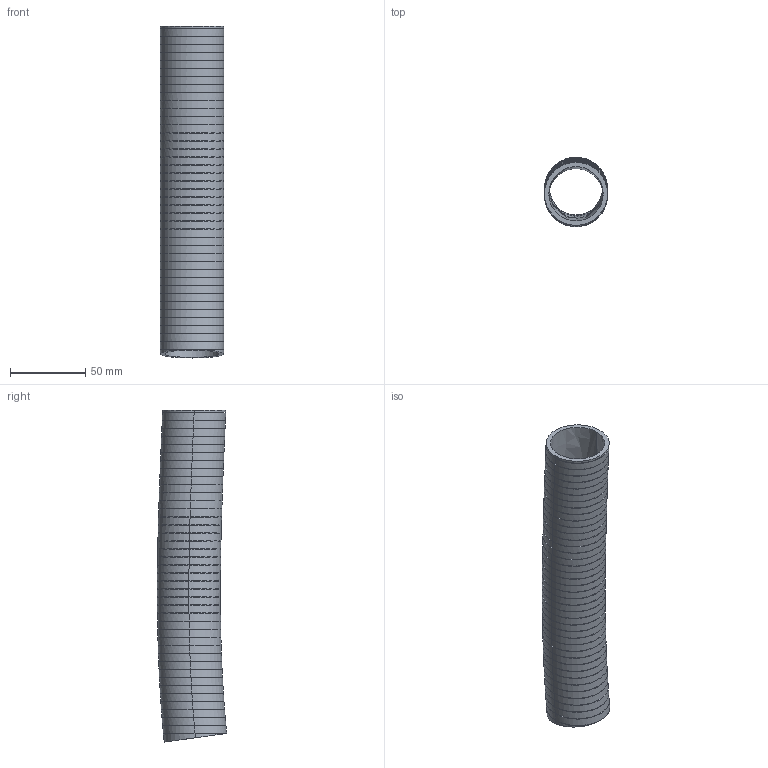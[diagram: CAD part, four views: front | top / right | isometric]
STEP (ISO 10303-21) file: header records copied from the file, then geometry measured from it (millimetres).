
FILE_DESCRIPTION (( 'STEP AP214' ), '1' );
FILE_NAME ('SM-1013-HY.STEP', '2007-12-08T05:09:45', ( '*' ), ( '' ), 'SwSTEP 2.0', 'SolidWorks 2007', '' );
FILE_SCHEMA (( 'AUTOMOTIVE_DESIGN' ));
Length unit declared in the file: inch
Products named in the file (1): SM-1013-HY
Bounding box: 41.91 x 46.02 x 220.49 mm (x, y, z)
Volume: 75252.3 mm3; surface area: 74785.9 mm2
Topology: 1 solids, 1 shells, 253 faces, 507 edges, 338 vertices
Faces by surface type: bspline 87, plane 84, cylinder 82
Entity records: 21995 total; most frequent: CARTESIAN_POINT 14030, ORIENTED_EDGE 1014, DIRECTION 763, EDGE_CURVE 507, AXIS2_PLACEMENT_3D 340, VERTEX_POINT 338, EDGE_LOOP 337, UNCERTAINTY_MEASURE_WITH_UNIT 255
